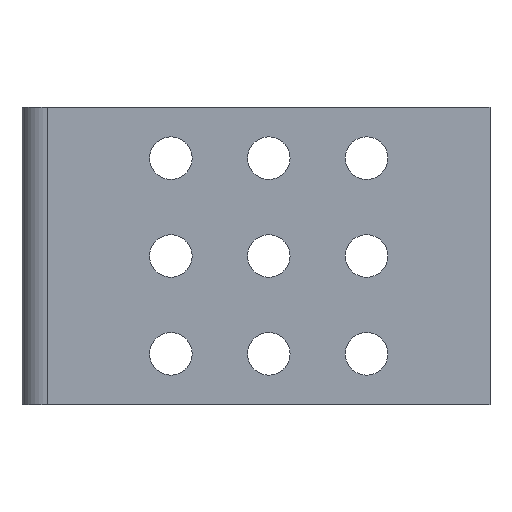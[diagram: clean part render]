
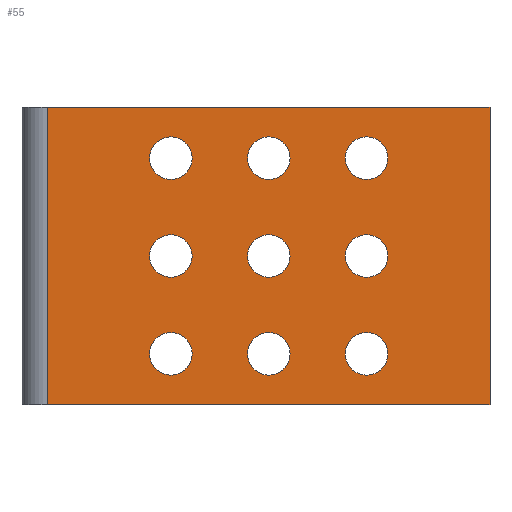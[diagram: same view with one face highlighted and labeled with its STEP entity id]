
A CAD part, front view. The second image highlights one B-rep face of the part: STEP entity #55.
In plain terms, the highlighted planar face has unit normal (0, -1, 0).
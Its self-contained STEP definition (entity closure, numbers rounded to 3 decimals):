
#55 = ADVANCED_FACE( '', ( #124, #125, #126, #127, #128, #129, #130, #131, #132, #133 ), #134, .F. );
#124 = FACE_BOUND( '', #239, .T. );
#125 = FACE_BOUND( '', #240, .T. );
#126 = FACE_BOUND( '', #241, .T. );
#127 = FACE_BOUND( '', #242, .T. );
#128 = FACE_BOUND( '', #243, .T. );
#129 = FACE_BOUND( '', #244, .T. );
#130 = FACE_BOUND( '', #245, .T. );
#131 = FACE_BOUND( '', #246, .T. );
#132 = FACE_BOUND( '', #247, .T. );
#133 = FACE_OUTER_BOUND( '', #248, .T. );
#134 = PLANE( '', #249 );
#239 = EDGE_LOOP( '', ( #366 ) );
#240 = EDGE_LOOP( '', ( #367 ) );
#241 = EDGE_LOOP( '', ( #368 ) );
#242 = EDGE_LOOP( '', ( #369 ) );
#243 = EDGE_LOOP( '', ( #370 ) );
#244 = EDGE_LOOP( '', ( #371 ) );
#245 = EDGE_LOOP( '', ( #372 ) );
#246 = EDGE_LOOP( '', ( #373 ) );
#247 = EDGE_LOOP( '', ( #374 ) );
#248 = EDGE_LOOP( '', ( #375, #376, #377, #378 ) );
#249 = AXIS2_PLACEMENT_3D( '', #379, #380, #381 );
#366 = ORIENTED_EDGE( '', *, *, #545, .T. );
#367 = ORIENTED_EDGE( '', *, *, #546, .T. );
#368 = ORIENTED_EDGE( '', *, *, #547, .T. );
#369 = ORIENTED_EDGE( '', *, *, #548, .T. );
#370 = ORIENTED_EDGE( '', *, *, #549, .T. );
#371 = ORIENTED_EDGE( '', *, *, #550, .T. );
#372 = ORIENTED_EDGE( '', *, *, #551, .T. );
#373 = ORIENTED_EDGE( '', *, *, #552, .T. );
#374 = ORIENTED_EDGE( '', *, *, #543, .T. );
#375 = ORIENTED_EDGE( '', *, *, #532, .T. );
#376 = ORIENTED_EDGE( '', *, *, #553, .F. );
#377 = ORIENTED_EDGE( '', *, *, #554, .F. );
#378 = ORIENTED_EDGE( '', *, *, #535, .T. );
#379 = CARTESIAN_POINT( '', ( 6., 0., 35. ) );
#380 = DIRECTION( '', ( 0., 1., 0. ) );
#381 = DIRECTION( '', ( 0., 0., 1. ) );
#532 = EDGE_CURVE( '', #612, #610, #613, .T. );
#535 = EDGE_CURVE( '', #616, #612, #617, .T. );
#543 = EDGE_CURVE( '', #629, #629, #630, .T. );
#545 = EDGE_CURVE( '', #632, #632, #633, .T. );
#546 = EDGE_CURVE( '', #634, #634, #635, .T. );
#547 = EDGE_CURVE( '', #636, #636, #637, .T. );
#548 = EDGE_CURVE( '', #638, #638, #639, .T. );
#549 = EDGE_CURVE( '', #640, #640, #641, .T. );
#550 = EDGE_CURVE( '', #642, #642, #643, .T. );
#551 = EDGE_CURVE( '', #644, #644, #645, .T. );
#552 = EDGE_CURVE( '', #646, #646, #647, .T. );
#553 = EDGE_CURVE( '', #648, #610, #649, .T. );
#554 = EDGE_CURVE( '', #616, #648, #650, .T. );
#610 = VERTEX_POINT( '', #729 );
#612 = VERTEX_POINT( '', #732 );
#613 = LINE( '', #733, #734 );
#616 = VERTEX_POINT( '', #737 );
#617 = LINE( '', #738, #739 );
#629 = VERTEX_POINT( '', #752 );
#630 = CIRCLE( '', #753, 5. );
#632 = VERTEX_POINT( '', #755 );
#633 = CIRCLE( '', #756, 5. );
#634 = VERTEX_POINT( '', #757 );
#635 = CIRCLE( '', #758, 5. );
#636 = VERTEX_POINT( '', #759 );
#637 = CIRCLE( '', #760, 5. );
#638 = VERTEX_POINT( '', #761 );
#639 = CIRCLE( '', #762, 5. );
#640 = VERTEX_POINT( '', #763 );
#641 = CIRCLE( '', #764, 5. );
#642 = VERTEX_POINT( '', #765 );
#643 = CIRCLE( '', #766, 5. );
#644 = VERTEX_POINT( '', #767 );
#645 = CIRCLE( '', #768, 5. );
#646 = VERTEX_POINT( '', #769 );
#647 = CIRCLE( '', #770, 5. );
#648 = VERTEX_POINT( '', #771 );
#649 = LINE( '', #772, #773 );
#650 = LINE( '', #774, #775 );
#729 = CARTESIAN_POINT( '', ( 110., 0., -35. ) );
#732 = CARTESIAN_POINT( '', ( 6., 0., -35. ) );
#733 = CARTESIAN_POINT( '', ( 6., 0., -35. ) );
#734 = VECTOR( '', #856, 1000. );
#737 = CARTESIAN_POINT( '', ( 6., 0., 35. ) );
#738 = CARTESIAN_POINT( '', ( 6., 0., 35. ) );
#739 = VECTOR( '', #860, 1000. );
#752 = CARTESIAN_POINT( '', ( 86., 0., 23. ) );
#753 = AXIS2_PLACEMENT_3D( '', #874, #875, #876 );
#755 = CARTESIAN_POINT( '', ( 40., 0., -23. ) );
#756 = AXIS2_PLACEMENT_3D( '', #877, #878, #879 );
#757 = CARTESIAN_POINT( '', ( 63., 0., -23. ) );
#758 = AXIS2_PLACEMENT_3D( '', #880, #881, #882 );
#759 = CARTESIAN_POINT( '', ( 86., 0., -23. ) );
#760 = AXIS2_PLACEMENT_3D( '', #883, #884, #885 );
#761 = CARTESIAN_POINT( '', ( 40., 0., 0. ) );
#762 = AXIS2_PLACEMENT_3D( '', #886, #887, #888 );
#763 = CARTESIAN_POINT( '', ( 63., 0., 0. ) );
#764 = AXIS2_PLACEMENT_3D( '', #889, #890, #891 );
#765 = CARTESIAN_POINT( '', ( 86., 0., 0. ) );
#766 = AXIS2_PLACEMENT_3D( '', #892, #893, #894 );
#767 = CARTESIAN_POINT( '', ( 40., 0., 23. ) );
#768 = AXIS2_PLACEMENT_3D( '', #895, #896, #897 );
#769 = CARTESIAN_POINT( '', ( 63., 0., 23. ) );
#770 = AXIS2_PLACEMENT_3D( '', #898, #899, #900 );
#771 = CARTESIAN_POINT( '', ( 110., 0., 35. ) );
#772 = CARTESIAN_POINT( '', ( 110., 0., 35. ) );
#773 = VECTOR( '', #901, 1000. );
#774 = CARTESIAN_POINT( '', ( 6., 0., 35. ) );
#775 = VECTOR( '', #902, 1000. );
#856 = DIRECTION( '', ( 1., 0., 0. ) );
#860 = DIRECTION( '', ( 0., 0., -1. ) );
#874 = CARTESIAN_POINT( '', ( 81., 0., 23. ) );
#875 = DIRECTION( '', ( 0., 1., 0. ) );
#876 = DIRECTION( '', ( 1., 0., 0. ) );
#877 = CARTESIAN_POINT( '', ( 35., 0., -23. ) );
#878 = DIRECTION( '', ( 0., 1., 0. ) );
#879 = DIRECTION( '', ( 1., 0., 0. ) );
#880 = CARTESIAN_POINT( '', ( 58., 0., -23. ) );
#881 = DIRECTION( '', ( 0., 1., 0. ) );
#882 = DIRECTION( '', ( 1., 0., 0. ) );
#883 = CARTESIAN_POINT( '', ( 81., 0., -23. ) );
#884 = DIRECTION( '', ( 0., 1., 0. ) );
#885 = DIRECTION( '', ( 1., 0., 0. ) );
#886 = CARTESIAN_POINT( '', ( 35., 0., 0. ) );
#887 = DIRECTION( '', ( 0., 1., 0. ) );
#888 = DIRECTION( '', ( 1., 0., 0. ) );
#889 = CARTESIAN_POINT( '', ( 58., 0., 0. ) );
#890 = DIRECTION( '', ( 0., 1., 0. ) );
#891 = DIRECTION( '', ( 1., 0., 0. ) );
#892 = CARTESIAN_POINT( '', ( 81., 0., 0. ) );
#893 = DIRECTION( '', ( 0., 1., 0. ) );
#894 = DIRECTION( '', ( 1., 0., 0. ) );
#895 = CARTESIAN_POINT( '', ( 35., 0., 23. ) );
#896 = DIRECTION( '', ( 0., 1., 0. ) );
#897 = DIRECTION( '', ( 1., 0., 0. ) );
#898 = CARTESIAN_POINT( '', ( 58., 0., 23. ) );
#899 = DIRECTION( '', ( 0., 1., 0. ) );
#900 = DIRECTION( '', ( 1., 0., 0. ) );
#901 = DIRECTION( '', ( 0., 0., -1. ) );
#902 = DIRECTION( '', ( 1., 0., 0. ) );
